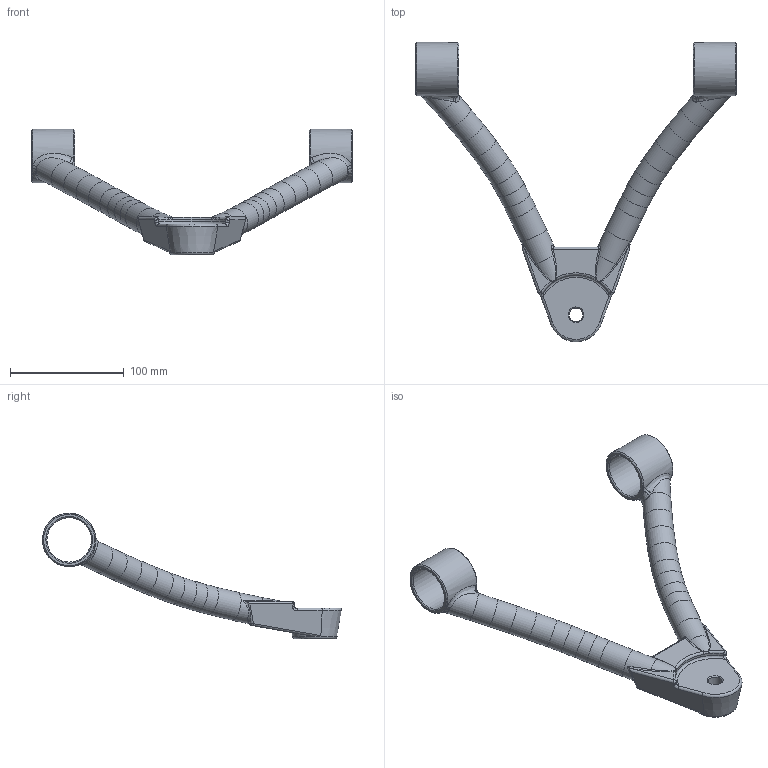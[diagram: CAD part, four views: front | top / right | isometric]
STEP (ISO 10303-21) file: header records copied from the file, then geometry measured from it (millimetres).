
FILE_DESCRIPTION(/* description */ (''),/* implementation_level */ '2;1');
FILE_NAME(/* name */ 'Corvette_C5_L_UCA.stp',/* time_stamp */ '2026-01-30T11:32:03+02:00',/* author */ (''),/* organization */ (''),/* preprocessor_version */ 'ST-DEVELOPER v19.4',/* originating_system */ 'SIEMENS PLM Software NX2306.9180',/* authorisation */ '');
FILE_SCHEMA (('AUTOMOTIVE_DESIGN { 1 0 10303 214 3 1 1 1 }'));
Length unit declared in the file: millimetre
Products named in the file (1): Corvette_C5_L_UCA
Bounding box: 282 x 263.03 x 110.5 mm (x, y, z)
Volume: 324612.6 mm3; surface area: 64357.8 mm2
Topology: 1 solids, 1 shells, 152 faces, 351 edges, 197 vertices
Faces by surface type: bspline 64, torus 32, plane 23, cylinder 18, cone 11, sphere 4
Full cylindrical faces by diameter (mm): 12 x1, 39 x2
Entity records: 5592 total; most frequent: CARTESIAN_POINT 2778, ORIENTED_EDGE 622, DIRECTION 468, EDGE_CURVE 311, AXIS2_PLACEMENT_3D 220, VERTEX_POINT 192, EDGE_LOOP 189, ADVANCED_FACE 152
